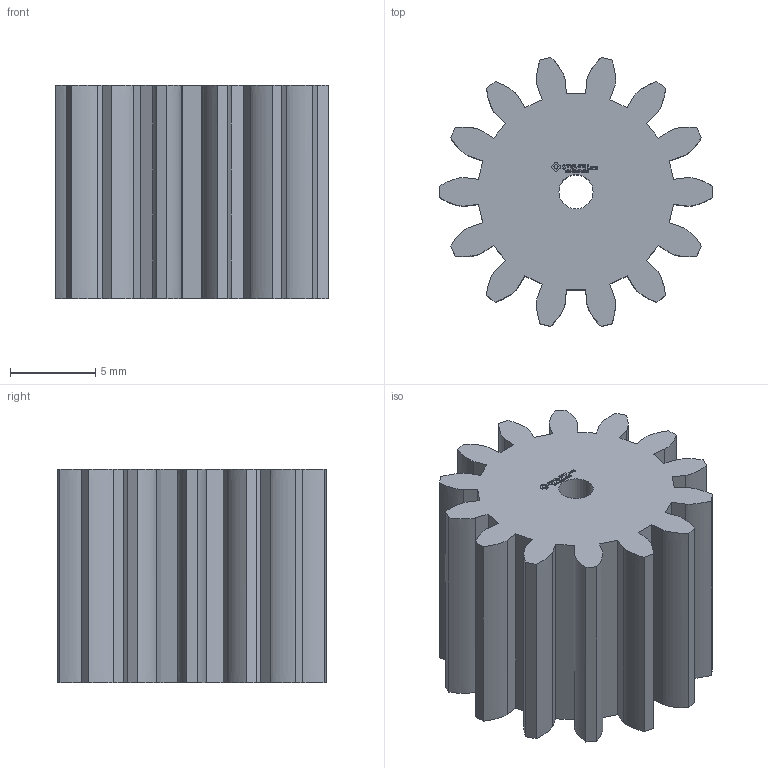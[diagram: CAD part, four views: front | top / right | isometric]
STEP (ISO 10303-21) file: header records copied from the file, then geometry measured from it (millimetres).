
FILE_DESCRIPTION(('FreeCAD Model'),'2;1');
FILE_NAME('Open CASCADE Shape Model','2024-03-09T17:17:42',(''),(''), 'Open CASCADE STEP processor 7.6','FreeCAD','Unknown');
FILE_SCHEMA(('AUTOMOTIVE_DESIGN { 1 0 10303 214 1 1 1 1 }'));
Length unit declared in the file: millimetre
Products named in the file (1): Gear Wheel PLN TTH14 BU01.00 SFT2.0mm - SPN-GWH-0036 (stemfie.org)
Bounding box: 15.99 x 15.73 x 12.5 mm (x, y, z)
Volume: 1808.9 mm3; surface area: 1518.8 mm2
Topology: 1 solids, 1 shells, 582 faces, 1647 edges, 1098 vertices
Faces by surface type: plane 315, extrusion 266, cylinder 1
Full cylindrical faces by diameter (mm): 2 x1
Entity records: 43481 total; most frequent: CARTESIAN_POINT 11682, DIRECTION 4779, VECTOR 4139, LINE 3873, ORIENTED_EDGE 3294, PCURVE 3294, DEFINITIONAL_REPRESENTATION 3294, EDGE_CURVE 1647
